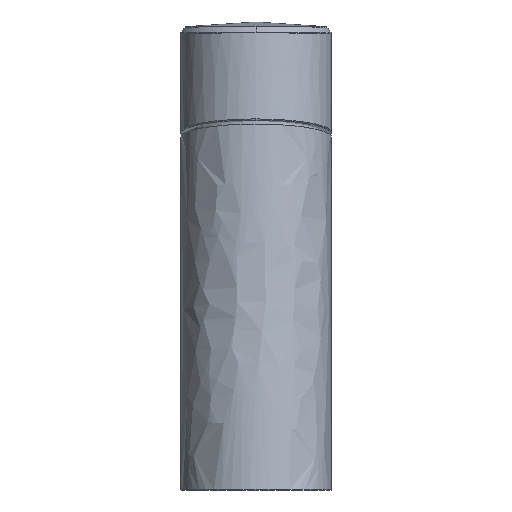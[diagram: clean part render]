
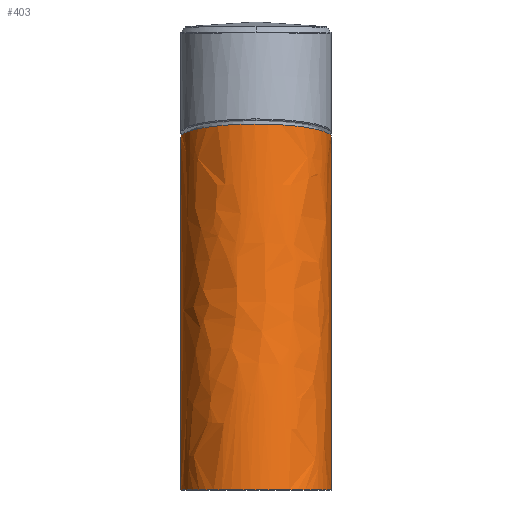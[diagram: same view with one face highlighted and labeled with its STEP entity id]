
A CAD part, left-side view. The second image highlights one B-rep face of the part: STEP entity #403.
In plain terms, the highlighted free-form (B-spline) face has degree [3, 1] with [19, 2] control points.
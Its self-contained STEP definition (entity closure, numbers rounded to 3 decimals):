
#50=LINE('',#3369,#54);
#51=LINE('',#3383,#55);
#54=VECTOR('',#528,1000.);
#55=VECTOR('',#529,1000.);
#72=B_SPLINE_CURVE_WITH_KNOTS('',3,(#3075,#3076,#3077,#3078,#3079,#3080,
#3081,#3082,#3083,#3084,#3085,#3086,#3087,#3088,#3089,#3090,#3091,#3092,
#3093,#3094,#3095,#3096),.UNSPECIFIED.,.F.,.F.,(4,1,1,1,1,1,1,1,1,1,1,1,
1,1,1,1,1,1,1,4),(0.,0.004,0.009,0.013,
0.018,0.022,0.024,0.026,
0.029,0.031,0.035,0.04,
0.044,0.048,0.053,0.055,
0.057,0.062,0.066,0.07),
 .UNSPECIFIED.);
#77=B_SPLINE_CURVE_WITH_KNOTS('',3,(#3371,#3372,#3373,#3374,#3375,#3376,
#3377,#3378,#3379,#3380,#3381),.UNSPECIFIED.,.F.,.F.,(4,1,1,1,1,1,1,1,4),
(0.,0.125,0.25,0.375,0.5,0.625,0.75,0.875,1.),.UNSPECIFIED.);
#98=B_SPLINE_SURFACE_WITH_KNOTS('',3,1,((#3331,#3332),(#3333,#3334),(#3335,
#3336),(#3337,#3338),(#3339,#3340),(#3341,#3342),(#3343,#3344),(#3345,#3346),
(#3347,#3348),(#3349,#3350),(#3351,#3352),(#3353,#3354),(#3355,#3356),(#3357,
#3358),(#3359,#3360),(#3361,#3362),(#3363,#3364),(#3365,#3366),(#3367,#3368)),
 .SURF_OF_LINEAR_EXTRUSION.,.F.,.F.,.F.,(4,1,1,1,1,1,1,1,1,1,1,1,1,1,1,
1,4),(2,2),(70.262,72.484,74.706,79.15,
88.039,92.484,96.928,101.372,103.594,
105.817,108.039,110.261,114.705,119.15,
123.594,132.483,141.372),(0.,1.),
 .UNSPECIFIED.);
#167=ORIENTED_EDGE('',*,*,#235,.F.);
#168=ORIENTED_EDGE('',*,*,#244,.T.);
#169=ORIENTED_EDGE('',*,*,#245,.F.);
#170=ORIENTED_EDGE('',*,*,#246,.F.);
#235=EDGE_CURVE('',#279,#278,#72,.T.);
#244=EDGE_CURVE('',#279,#288,#50,.T.);
#245=EDGE_CURVE('',#289,#288,#77,.T.);
#246=EDGE_CURVE('',#278,#289,#51,.T.);
#278=VERTEX_POINT('',#3073);
#279=VERTEX_POINT('',#3074);
#288=VERTEX_POINT('',#3370);
#289=VERTEX_POINT('',#3382);
#335=EDGE_LOOP('',(#167,#168,#169,#170));
#369=FACE_BOUND('',#335,.T.);
#403=ADVANCED_FACE('',(#369),#98,.T.);
#528=DIRECTION('',(-0.174,0.,-0.985));
#529=DIRECTION('',(-0.174,0.,-0.985));
#3073=CARTESIAN_POINT('',(18.536,-22.5,105.125));
#3074=CARTESIAN_POINT('',(18.536,22.5,105.125));
#3075=CARTESIAN_POINT('',(18.536,22.5,105.125));
#3076=CARTESIAN_POINT('',(17.073,22.5,105.383));
#3077=CARTESIAN_POINT('',(14.202,22.213,105.889));
#3078=CARTESIAN_POINT('',(9.987,20.915,106.632));
#3079=CARTESIAN_POINT('',(6.165,18.841,107.306));
#3080=CARTESIAN_POINT('',(2.757,16.002,107.907));
#3081=CARTESIAN_POINT('',(0.469,13.172,108.311));
#3082=CARTESIAN_POINT('',(-1.04,10.618,108.577));
#3083=CARTESIAN_POINT('',(-1.965,8.63,108.74));
#3084=CARTESIAN_POINT('',(-2.696,6.562,108.869));
#3085=CARTESIAN_POINT('',(-3.409,3.674,108.995));
#3086=CARTESIAN_POINT('',(-3.765,0.028,109.057));
#3087=CARTESIAN_POINT('',(-3.335,-4.426,108.981));
#3088=CARTESIAN_POINT('',(-2.078,-8.638,108.76));
#3089=CARTESIAN_POINT('',(-0.006,-12.581,108.395));
#3090=CARTESIAN_POINT('',(2.288,-15.423,107.99));
#3091=CARTESIAN_POINT('',(4.455,-17.419,107.608));
#3092=CARTESIAN_POINT('',(6.766,-19.162,107.2));
#3093=CARTESIAN_POINT('',(10.004,-20.922,106.629));
#3094=CARTESIAN_POINT('',(14.15,-22.201,105.898));
#3095=CARTESIAN_POINT('',(17.074,-22.5,105.383));
#3096=CARTESIAN_POINT('',(18.536,-22.5,105.125));
#3331=CARTESIAN_POINT('',(18.912,-22.5,105.059));
#3332=CARTESIAN_POINT('',(-0.428,-22.5,-4.628));
#3333=CARTESIAN_POINT('',(18.256,-22.5,105.174));
#3334=CARTESIAN_POINT('',(-1.085,-22.5,-4.512));
#3335=CARTESIAN_POINT('',(16.931,-22.476,105.408));
#3336=CARTESIAN_POINT('',(-2.41,-22.476,-4.278));
#3337=CARTESIAN_POINT('',(14.195,-22.141,105.89));
#3338=CARTESIAN_POINT('',(-5.145,-22.141,-3.796));
#3339=CARTESIAN_POINT('',(9.305,-20.84,106.753));
#3340=CARTESIAN_POINT('',(-10.036,-20.84,-2.933));
#3341=CARTESIAN_POINT('',(3.982,-17.477,107.691));
#3342=CARTESIAN_POINT('',(-15.358,-17.477,-1.995));
#3343=CARTESIAN_POINT('',(0.015,-12.642,108.391));
#3344=CARTESIAN_POINT('',(-19.325,-12.642,-1.296));
#3345=CARTESIAN_POINT('',(-2.117,-8.56,108.767));
#3346=CARTESIAN_POINT('',(-21.458,-8.56,-0.919));
#3347=CARTESIAN_POINT('',(-3.144,-5.015,108.948));
#3348=CARTESIAN_POINT('',(-22.485,-5.015,-0.738));
#3349=CARTESIAN_POINT('',(-3.545,-2.221,109.019));
#3350=CARTESIAN_POINT('',(-22.886,-2.221,-0.668));
#3351=CARTESIAN_POINT('',(-3.65,-0.188,109.037));
#3352=CARTESIAN_POINT('',(-22.991,-0.188,-0.649));
#3353=CARTESIAN_POINT('',(-3.58,1.824,109.025));
#3354=CARTESIAN_POINT('',(-22.92,1.824,-0.662));
#3355=CARTESIAN_POINT('',(-3.231,4.612,108.963));
#3356=CARTESIAN_POINT('',(-22.571,4.612,-0.723));
#3357=CARTESIAN_POINT('',(-2.274,8.156,108.794));
#3358=CARTESIAN_POINT('',(-21.614,8.156,-0.892));
#3359=CARTESIAN_POINT('',(-0.226,12.268,108.433));
#3360=CARTESIAN_POINT('',(-19.567,12.268,-1.253));
#3361=CARTESIAN_POINT('',(3.64,17.177,107.752));
#3362=CARTESIAN_POINT('',(-15.701,17.177,-1.935));
#3363=CARTESIAN_POINT('',(10.228,21.527,106.59));
#3364=CARTESIAN_POINT('',(-9.112,21.527,-3.096));
#3365=CARTESIAN_POINT('',(15.909,22.5,105.588));
#3366=CARTESIAN_POINT('',(-3.431,22.5,-4.098));
#3367=CARTESIAN_POINT('',(18.536,22.5,105.125));
#3368=CARTESIAN_POINT('',(-0.804,22.5,-4.561));
#3369=CARTESIAN_POINT('',(9.238,22.5,52.39));
#3370=CARTESIAN_POINT('',(0.,22.5,0.));
#3371=CARTESIAN_POINT('',(0.,-22.5,0.));
#3372=CARTESIAN_POINT('',(-2.98,-22.5,0.));
#3373=CARTESIAN_POINT('',(-8.904,-21.346,0.));
#3374=CARTESIAN_POINT('',(-16.508,-16.391,0.));
#3375=CARTESIAN_POINT('',(-21.636,-8.902,0.));
#3376=CARTESIAN_POINT('',(-23.453,0.,0.));
#3377=CARTESIAN_POINT('',(-21.634,8.911,0.));
#3378=CARTESIAN_POINT('',(-16.499,16.399,0.));
#3379=CARTESIAN_POINT('',(-8.9,21.347,0.));
#3380=CARTESIAN_POINT('',(-2.979,22.5,0.));
#3381=CARTESIAN_POINT('',(0.,22.5,0.));
#3382=CARTESIAN_POINT('',(0.,-22.5,0.));
#3383=CARTESIAN_POINT('',(9.238,-22.5,52.39));
